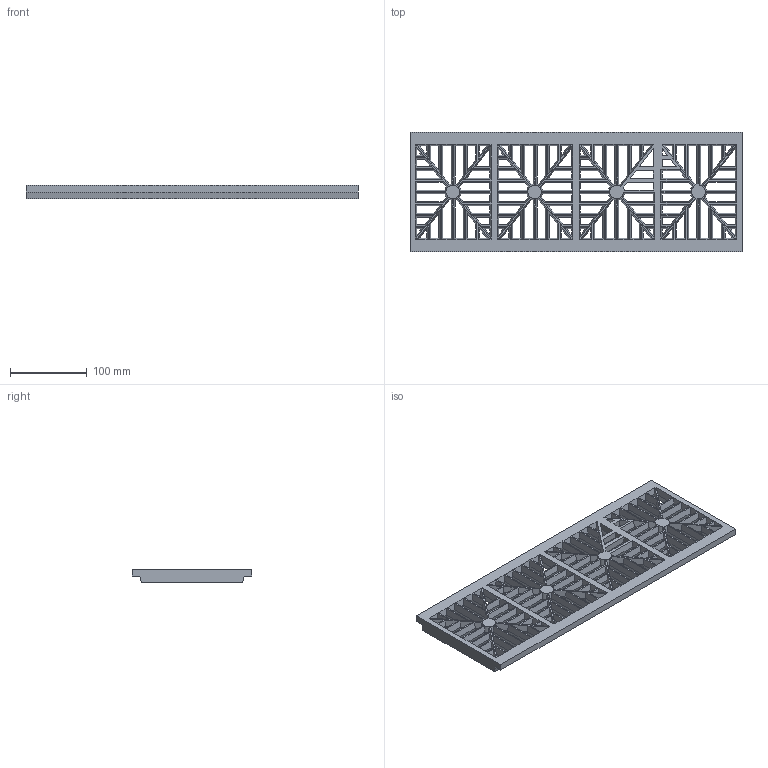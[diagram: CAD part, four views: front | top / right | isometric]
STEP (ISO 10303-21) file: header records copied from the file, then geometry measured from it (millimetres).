
FILE_DESCRIPTION(('FreeCAD Model'),'2;1');
FILE_NAME('Open CASCADE Shape Model','2025-05-01T21:09:07',('FreeCAD'),( 'FreeCAD'),'Open CASCADE STEP processor 7.6','FreeCAD','Unknown');
FILE_SCHEMA(('AUTOMOTIVE_DESIGN { 1 0 10303 214 1 1 1 1 }'));
Length unit declared in the file: millimetre
Products named in the file (1): Open CASCADE STEP translator 7.6 1
Bounding box: 432.66 x 155.76 x 17.31 mm (x, y, z)
Volume: 506092.9 mm3; surface area: 222791.5 mm2
Topology: 1 solids, 1 shells, 874 faces, 2184 edges, 1312 vertices
Faces by surface type: bspline 874
Entity records: 23482 total; most frequent: CARTESIAN_POINT 9651, ORIENTED_EDGE 4368, EDGE_CURVE 2184, B_SPLINE_CURVE_WITH_KNOTS 2086, VERTEX_POINT 1312, FACE_BOUND 1090, EDGE_LOOP 1090, ADVANCED_FACE 874
